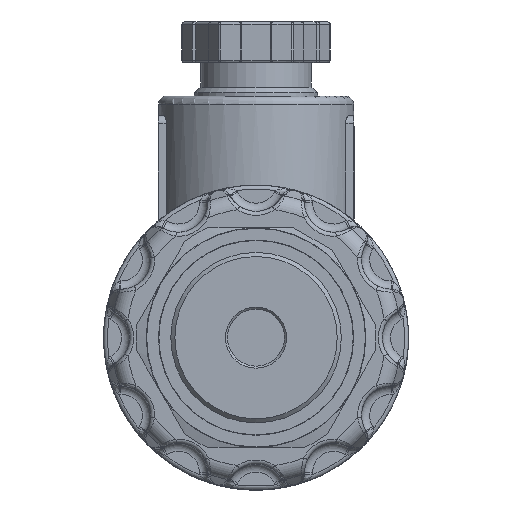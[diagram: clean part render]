
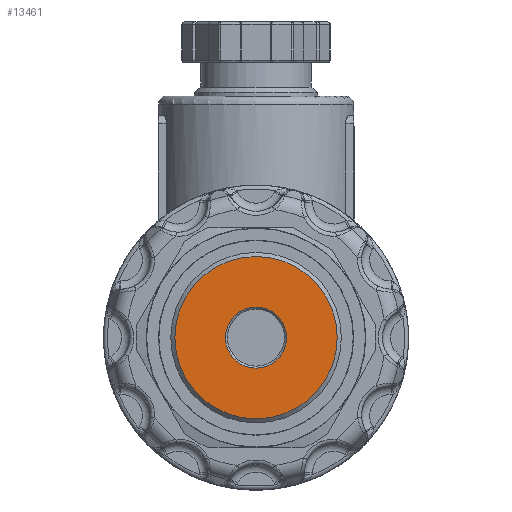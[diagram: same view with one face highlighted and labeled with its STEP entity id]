
A CAD part, front view. The second image highlights one B-rep face of the part: STEP entity #13461.
In plain terms, the highlighted planar face has unit normal (0, -1, 0).
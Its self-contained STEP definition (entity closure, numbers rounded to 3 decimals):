
#632=FACE_BOUND('',#3235,.T.);
#1342=CIRCLE('',#14877,3.75);
#1350=CIRCLE('',#14896,9.978);
#1594=PLANE('',#14897);
#2377=FACE_OUTER_BOUND('',#3234,.T.);
#3234=EDGE_LOOP('',(#11617));
#3235=EDGE_LOOP('',(#11618));
#6034=VERTEX_POINT('',#28749);
#6041=VERTEX_POINT('',#28775);
#7892=EDGE_CURVE('',#6034,#6034,#1342,.T.);
#7900=EDGE_CURVE('',#6041,#6041,#1350,.T.);
#11617=ORIENTED_EDGE('',*,*,#7900,.T.);
#11618=ORIENTED_EDGE('',*,*,#7892,.F.);
#13461=ADVANCED_FACE('',(#2377,#632),#1594,.T.);
#14877=AXIS2_PLACEMENT_3D('',#28750,#18520,#18521);
#14896=AXIS2_PLACEMENT_3D('',#28776,#18558,#18559);
#14897=AXIS2_PLACEMENT_3D('',#28777,#18560,#18561);
#18520=DIRECTION('center_axis',(0.,-1.,0.));
#18521=DIRECTION('ref_axis',(1.,0.,0.));
#18558=DIRECTION('center_axis',(0.,-1.,0.));
#18559=DIRECTION('ref_axis',(1.,0.,0.));
#18560=DIRECTION('center_axis',(0.,-1.,0.));
#18561=DIRECTION('ref_axis',(0.,0.,-1.));
#28749=CARTESIAN_POINT('',(3.75,0.,0.));
#28750=CARTESIAN_POINT('Origin',(0.,0.,0.));
#28775=CARTESIAN_POINT('',(9.978,0.,0.));
#28776=CARTESIAN_POINT('Origin',(0.,0.,0.));
#28777=CARTESIAN_POINT('Origin',(6.864,0.,0.));
